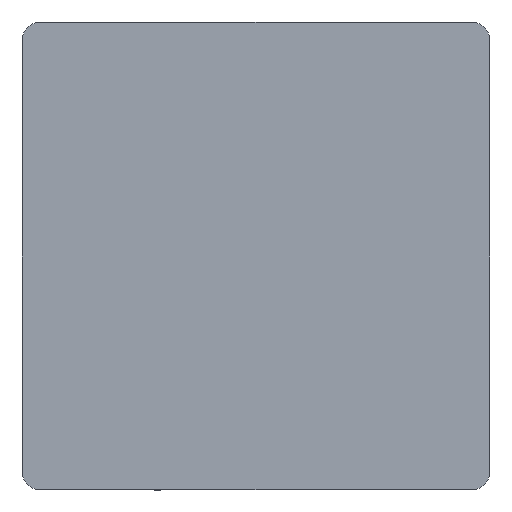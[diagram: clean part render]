
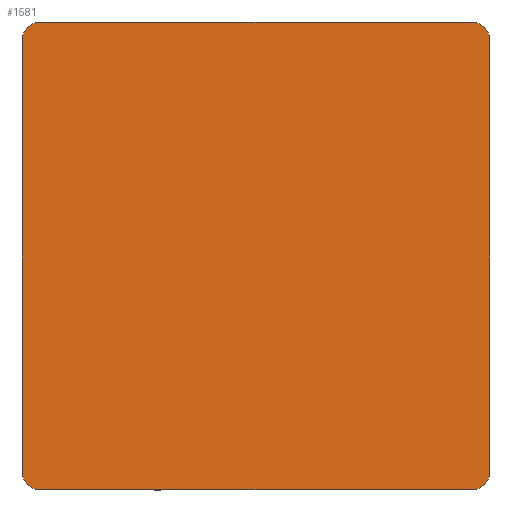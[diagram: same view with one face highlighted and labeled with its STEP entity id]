
A CAD part, front view. The second image highlights one B-rep face of the part: STEP entity #1581.
In plain terms, the highlighted planar face has unit normal (0, -1, 0).
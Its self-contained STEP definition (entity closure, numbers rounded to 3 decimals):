
#89=PLANE('',#1753);
#175=FACE_OUTER_BOUND('',#292,.T.);
#292=EDGE_LOOP('',(#1352,#1353,#1354,#1355,#1356,#1357,#1358,#1359));
#435=LINE('',#2612,#576);
#438=LINE('',#2620,#579);
#441=LINE('',#2628,#582);
#444=LINE('',#2636,#585);
#576=VECTOR('',#2110,100.);
#579=VECTOR('',#2119,100.);
#582=VECTOR('',#2128,100.);
#585=VECTOR('',#2139,100.);
#661=CIRCLE('',#1740,4.);
#662=CIRCLE('',#1743,4.);
#663=CIRCLE('',#1746,4.);
#664=CIRCLE('',#1749,4.);
#789=VERTEX_POINT('',#2604);
#790=VERTEX_POINT('',#2605);
#791=VERTEX_POINT('',#2610);
#792=VERTEX_POINT('',#2614);
#793=VERTEX_POINT('',#2618);
#794=VERTEX_POINT('',#2622);
#795=VERTEX_POINT('',#2626);
#796=VERTEX_POINT('',#2630);
#976=EDGE_CURVE('',#789,#790,#661,.T.);
#980=EDGE_CURVE('',#791,#789,#435,.T.);
#981=EDGE_CURVE('',#792,#791,#662,.T.);
#984=EDGE_CURVE('',#792,#793,#438,.T.);
#985=EDGE_CURVE('',#794,#793,#663,.T.);
#988=EDGE_CURVE('',#794,#795,#441,.T.);
#989=EDGE_CURVE('',#796,#795,#664,.T.);
#992=EDGE_CURVE('',#790,#796,#444,.T.);
#1352=ORIENTED_EDGE('',*,*,#976,.F.);
#1353=ORIENTED_EDGE('',*,*,#980,.F.);
#1354=ORIENTED_EDGE('',*,*,#981,.F.);
#1355=ORIENTED_EDGE('',*,*,#984,.T.);
#1356=ORIENTED_EDGE('',*,*,#985,.F.);
#1357=ORIENTED_EDGE('',*,*,#988,.T.);
#1358=ORIENTED_EDGE('',*,*,#989,.F.);
#1359=ORIENTED_EDGE('',*,*,#992,.F.);
#1581=ADVANCED_FACE('',(#175),#89,.F.);
#1740=AXIS2_PLACEMENT_3D('',#2606,#2103,#2104);
#1743=AXIS2_PLACEMENT_3D('',#2615,#2113,#2114);
#1746=AXIS2_PLACEMENT_3D('',#2623,#2122,#2123);
#1749=AXIS2_PLACEMENT_3D('',#2631,#2131,#2132);
#1753=AXIS2_PLACEMENT_3D('',#2638,#2142,#2143);
#2103=DIRECTION('center_axis',(0.,1.,0.));
#2104=DIRECTION('ref_axis',(-0.707,0.,0.707));
#2110=DIRECTION('',(0.,0.,1.));
#2113=DIRECTION('center_axis',(0.,1.,0.));
#2114=DIRECTION('ref_axis',(-0.707,0.,-0.707));
#2119=DIRECTION('',(1.,0.,0.));
#2122=DIRECTION('center_axis',(0.,1.,0.));
#2123=DIRECTION('ref_axis',(0.707,0.,-0.707));
#2128=DIRECTION('',(0.,0.,1.));
#2131=DIRECTION('center_axis',(0.,1.,0.));
#2132=DIRECTION('ref_axis',(0.707,0.,0.707));
#2139=DIRECTION('',(1.,0.,0.));
#2142=DIRECTION('center_axis',(0.,1.,0.));
#2143=DIRECTION('ref_axis',(0.,0.,1.));
#2604=CARTESIAN_POINT('',(0.,0.,96.));
#2605=CARTESIAN_POINT('',(4.,0.,100.));
#2606=CARTESIAN_POINT('Origin',(4.,0.,96.));
#2610=CARTESIAN_POINT('',(0.,0.,4.));
#2612=CARTESIAN_POINT('',(0.,0.,0.));
#2614=CARTESIAN_POINT('',(4.,0.,0.));
#2615=CARTESIAN_POINT('Origin',(4.,0.,4.));
#2618=CARTESIAN_POINT('',(96.,0.,0.));
#2620=CARTESIAN_POINT('',(0.,0.,0.));
#2622=CARTESIAN_POINT('',(100.,0.,4.));
#2623=CARTESIAN_POINT('Origin',(96.,0.,4.));
#2626=CARTESIAN_POINT('',(100.,0.,96.));
#2628=CARTESIAN_POINT('',(100.,0.,0.));
#2630=CARTESIAN_POINT('',(96.,0.,100.));
#2631=CARTESIAN_POINT('Origin',(96.,0.,96.));
#2636=CARTESIAN_POINT('',(0.,0.,100.));
#2638=CARTESIAN_POINT('Origin',(0.,0.,0.));
